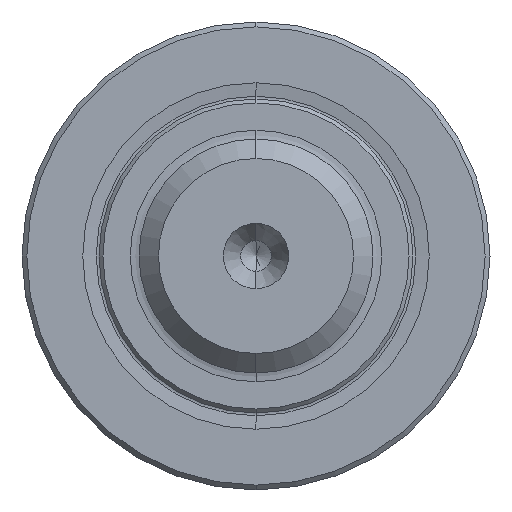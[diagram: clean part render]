
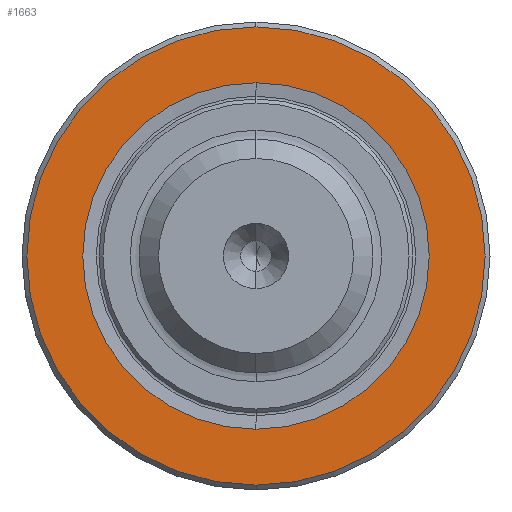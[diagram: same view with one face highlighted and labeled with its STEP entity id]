
A CAD part, left-side view. The second image highlights one B-rep face of the part: STEP entity #1663.
In plain terms, the highlighted planar face has unit normal (-1, 0, 0).
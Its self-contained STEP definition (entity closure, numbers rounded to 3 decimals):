
#14 = DIRECTION ( 'NONE',  ( 0., 0., 1. ) ) ;
#16 = PLANE ( 'NONE',  #769 ) ;
#18 = CARTESIAN_POINT ( 'NONE',  ( -100., 24., 0. ) ) ;
#19 = DIRECTION ( 'NONE',  ( -1., 0., 0. ) ) ;
#55 = DIRECTION ( 'NONE',  ( 0., 0., -1. ) ) ;
#56 = DIRECTION ( 'NONE',  ( 1., 0., 0. ) ) ;
#57 = CARTESIAN_POINT ( 'NONE',  ( -100., 0., 0. ) ) ;
#88 = CARTESIAN_POINT ( 'NONE',  ( -100., 0., -17.765 ) ) ;
#103 = CARTESIAN_POINT ( 'NONE',  ( -100., 0., 17.765 ) ) ;
#137 = CARTESIAN_POINT ( 'NONE',  ( -100., 0., -23.5 ) ) ;
#138 = CARTESIAN_POINT ( 'NONE',  ( -100., 0., 23.5 ) ) ;
#269 = EDGE_CURVE ( 'NONE', #1107, #1104, #1521, .T. ) ;
#335 = EDGE_CURVE ( 'NONE', #1104, #1107, #1429, .T. ) ;
#355 = EDGE_CURVE ( 'NONE', #1121, #1122, #1834, .T. ) ;
#425 = DIRECTION ( 'NONE',  ( -1., 0., 0. ) ) ;
#426 = CARTESIAN_POINT ( 'NONE',  ( -100., 0., 0. ) ) ;
#439 = DIRECTION ( 'NONE',  ( 0., 0., 1. ) ) ;
#544 = DIRECTION ( 'NONE',  ( 0., 0., -1. ) ) ;
#546 = DIRECTION ( 'NONE',  ( 1., 0., 0. ) ) ;
#547 = CARTESIAN_POINT ( 'NONE',  ( -100., 0., 0. ) ) ;
#634 = EDGE_LOOP ( 'NONE', ( #1267, #1291 ) ) ;
#648 = EDGE_LOOP ( 'NONE', ( #1245, #1214 ) ) ;
#769 = AXIS2_PLACEMENT_3D ( 'NONE', #18, #19, #14 ) ;
#781 = AXIS2_PLACEMENT_3D ( 'NONE', #57, #56, #55 ) ;
#827 = DIRECTION ( 'NONE',  ( 0., 0., 1. ) ) ;
#828 = DIRECTION ( 'NONE',  ( -1., 0., 0. ) ) ;
#829 = CARTESIAN_POINT ( 'NONE',  ( -100., 0., 0. ) ) ;
#1104 = VERTEX_POINT ( 'NONE', #138 ) ;
#1107 = VERTEX_POINT ( 'NONE', #137 ) ;
#1121 = VERTEX_POINT ( 'NONE', #103 ) ;
#1122 = VERTEX_POINT ( 'NONE', #88 ) ;
#1214 = ORIENTED_EDGE ( 'NONE', *, *, #1421, .T. ) ;
#1245 = ORIENTED_EDGE ( 'NONE', *, *, #355, .T. ) ;
#1267 = ORIENTED_EDGE ( 'NONE', *, *, #269, .T. ) ;
#1291 = ORIENTED_EDGE ( 'NONE', *, *, #335, .T. ) ;
#1324 = AXIS2_PLACEMENT_3D ( 'NONE', #547, #546, #544 ) ;
#1335 = AXIS2_PLACEMENT_3D ( 'NONE', #426, #425, #439 ) ;
#1375 = AXIS2_PLACEMENT_3D ( 'NONE', #829, #828, #827 ) ;
#1421 = EDGE_CURVE ( 'NONE', #1122, #1121, #2032, .T. ) ;
#1429 = CIRCLE ( 'NONE', #1335, 23.5 ) ;
#1521 = CIRCLE ( 'NONE', #1375, 23.5 ) ;
#1663 = ADVANCED_FACE ( 'NONE', ( #2008, #2014 ), #16, .T. ) ;
#1834 = CIRCLE ( 'NONE', #1324, 17.765 ) ;
#2008 = FACE_OUTER_BOUND ( 'NONE', #634, .T. ) ;
#2014 = FACE_BOUND ( 'NONE', #648, .T. ) ;
#2032 = CIRCLE ( 'NONE', #781, 17.765 ) ;
